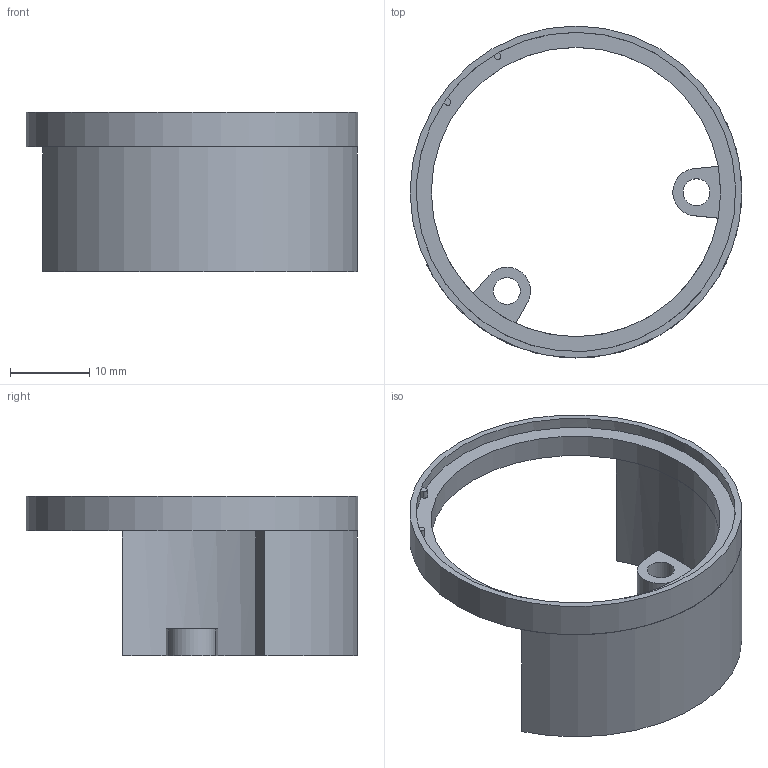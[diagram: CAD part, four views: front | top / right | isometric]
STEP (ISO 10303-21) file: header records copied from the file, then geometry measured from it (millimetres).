
FILE_DESCRIPTION(('FreeCAD Model'),'2;1');
FILE_NAME('Open CASCADE Shape Model','2025-07-14T22:20:39',(''),(''), 'Open CASCADE STEP processor 7.8','FreeCAD','Unknown');
FILE_SCHEMA(('AUTOMOTIVE_DESIGN { 1 0 10303 214 1 1 1 1 }'));
Length unit declared in the file: millimetre
Products named in the file (3): mount-right; cirque 40mm; Body001 (Mirror #1)
Assembly tree (2 placements, depth 2):
  mount-right
    cirque 40mm
    Body001 (Mirror #1)
Bounding box: 42 x 42 x 20.2 mm (x, y, z)
Volume: 3948.2 mm3; surface area: 4377.6 mm2
Topology: 2 solids, 2 shells, 30 faces, 75 edges, 50 vertices
Faces by surface type: plane 19, cylinder 11
Full cylindrical faces by diameter (mm): 3.4 x2, 36.6 x1, 40.4 x1, 42 x1
Entity records: 985 total; most frequent: DIRECTION 168, CARTESIAN_POINT 161, ORIENTED_EDGE 150, EDGE_CURVE 75, AXIS2_PLACEMENT_3D 63, VERTEX_POINT 50, LINE 42, VECTOR 42
